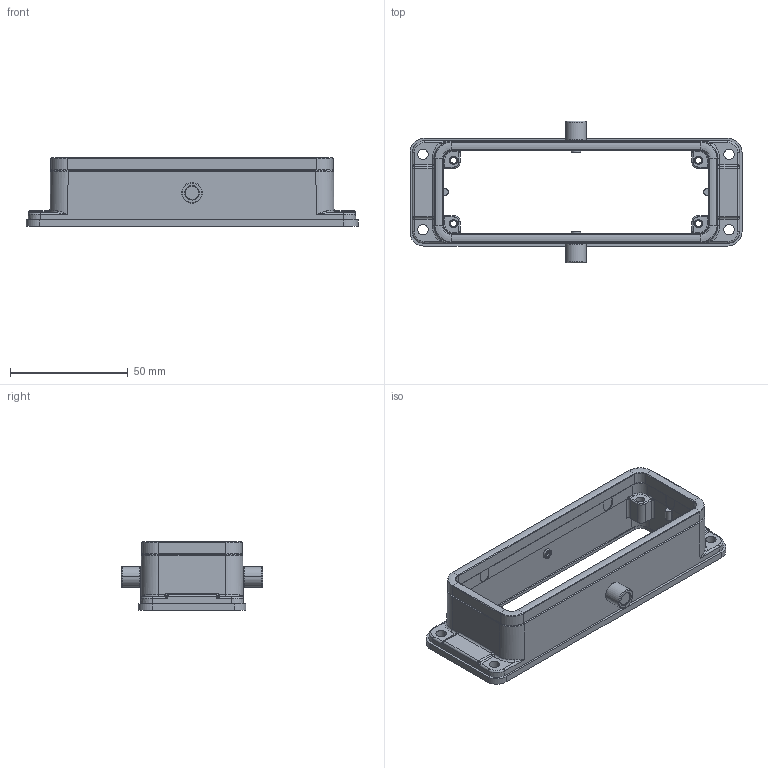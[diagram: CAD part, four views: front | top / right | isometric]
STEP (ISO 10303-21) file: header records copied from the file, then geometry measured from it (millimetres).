
FILE_DESCRIPTION((''),'2;1');
FILE_NAME('ASM0053_ASM','2021-01-26T',('f.li'),(''),'PRO/ENGINEER BY PARAMETRIC TECHNOLOGY CORPORATION, 2012480','PRO/ENGINEER BY PARAMETRIC TECHNOLOGY CORPORATION, 2012480','');
FILE_SCHEMA(('CONFIG_CONTROL_DESIGN'));
Length unit declared in the file: millimetre
Products named in the file (8): PRT0052_1; PRT0053_1; 24B-U_1; 1_ASM_1_ASM; H24B-BK_U_L_ASM; 6X13; _8X8_8_; ASM0053_ASM
Assembly tree (9 placements, depth 4):
  ASM0053_ASM
    H24B-BK_U_L_ASM
      1_ASM_1_ASM
        PRT0052_1
        PRT0053_1
        24B-U_1
    6X13  x2
    _8X8_8_  x2
Bounding box: 141 x 60.02 x 29.28 mm (x, y, z)
Volume: 40996.7 mm3; surface area: 33990.9 mm2
Topology: 7 solids, 7 shells, 451 faces, 1126 edges, 694 vertices
Faces by surface type: cylinder 186, plane 131, torus 52, bspline 48, cone 26, sphere 8
Entity records: 14795 total; most frequent: CARTESIAN_POINT 4891, ORIENTED_EDGE 2068, DIRECTION 2000, EDGE_CURVE 1034, AXIS2_PLACEMENT_3D 757, VERTEX_POINT 641, VECTOR 486, LINE 486
